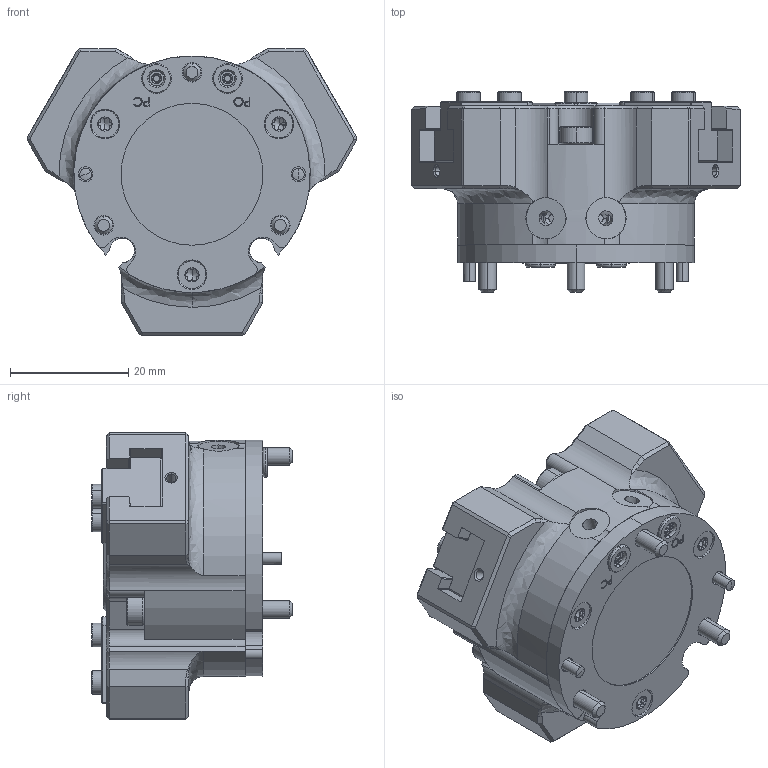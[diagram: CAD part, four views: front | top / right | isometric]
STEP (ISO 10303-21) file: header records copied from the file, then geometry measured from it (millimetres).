
FILE_DESCRIPTION (( 'STEP AP214' ), '1' );
FILE_NAME ('ASUTEC_ASGZ-40.STEP', '2019-09-23T06:57:52', ( '' ), ( '' ), 'SwSTEP 2.0', 'SolidWorks 2015', '' );
FILE_SCHEMA (( 'AUTOMOTIVE_DESIGN' ));
Length unit declared in the file: millimetre
Products named in the file (1): ASUTEC_ASGZ-40
Bounding box: 55.8 x 33.95 x 48.5 mm (x, y, z)
Volume: 38246.7 mm3; surface area: 19965.7 mm2
Topology: 6 solids, 12 shells, 1760 faces, 4499 edges, 2855 vertices
Faces by surface type: plane 682, cylinder 450, bspline 318, cone 304, torus 6
Entity records: 86305 total; most frequent: CARTESIAN_POINT 27747, ORIENTED_EDGE 8912, DIRECTION 7537, EDGE_CURVE 4456, VERTEX_POINT 2855, AXIS2_PLACEMENT_3D 2573, VECTOR 2391, LINE 2391
